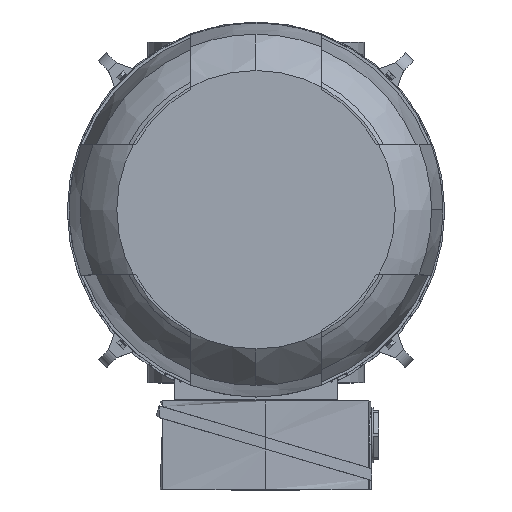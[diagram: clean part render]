
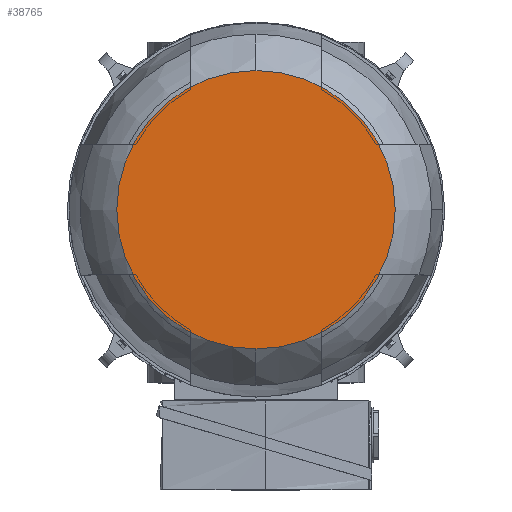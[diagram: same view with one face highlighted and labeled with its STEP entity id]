
A CAD part, top view. The second image highlights one B-rep face of the part: STEP entity #38765.
In plain terms, the highlighted face is planar.
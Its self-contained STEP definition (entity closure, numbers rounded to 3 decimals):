
#2007 = EDGE_LOOP ( 'NONE', ( #4345, #54556 ) ) ;
#2282 = DIRECTION ( 'NONE',  ( -1., 0., 0. ) ) ;
#2829 = CARTESIAN_POINT ( 'NONE',  ( 549., 0., 0. ) ) ;
#3426 = CARTESIAN_POINT ( 'NONE',  ( 549., 0., -147.5 ) ) ;
#4345 = ORIENTED_EDGE ( 'NONE', *, *, #30489, .F. ) ;
#4882 = FACE_OUTER_BOUND ( 'NONE', #2007, .T. ) ;
#5207 = DIRECTION ( 'NONE',  ( 0., 0., -1. ) ) ;
#5490 = AXIS2_PLACEMENT_3D ( 'NONE', #15264, #50573, #5207 ) ;
#10850 = CARTESIAN_POINT ( 'NONE',  ( 549., 0., 0. ) ) ;
#14813 = CIRCLE ( 'NONE', #18926, 147.5 ) ;
#15264 = CARTESIAN_POINT ( 'NONE',  ( 549., 0., 73.75 ) ) ;
#15457 = VERTEX_POINT ( 'NONE', #48726 ) ;
#18926 = AXIS2_PLACEMENT_3D ( 'NONE', #2829, #27792, #52113 ) ;
#21219 = AXIS2_PLACEMENT_3D ( 'NONE', #10850, #2282, #30645 ) ;
#24663 = PLANE ( 'NONE',  #5490 ) ;
#27792 = DIRECTION ( 'NONE',  ( -1., 0., 0. ) ) ;
#30489 = EDGE_CURVE ( 'NONE', #31263, #15457, #43964, .T. ) ;
#30645 = DIRECTION ( 'NONE',  ( 0., 0., -1. ) ) ;
#31263 = VERTEX_POINT ( 'NONE', #3426 ) ;
#38765 = ADVANCED_FACE ( 'NONE', ( #4882 ), #24663, .T. ) ;
#43964 = CIRCLE ( 'NONE', #21219, 147.5 ) ;
#48726 = CARTESIAN_POINT ( 'NONE',  ( 549., 0., 147.5 ) ) ;
#50573 = DIRECTION ( 'NONE',  ( 1., 0., 0. ) ) ;
#52113 = DIRECTION ( 'NONE',  ( 0., 0., -1. ) ) ;
#54556 = ORIENTED_EDGE ( 'NONE', *, *, #58923, .F. ) ;
#58923 = EDGE_CURVE ( 'NONE', #15457, #31263, #14813, .T. ) ;
